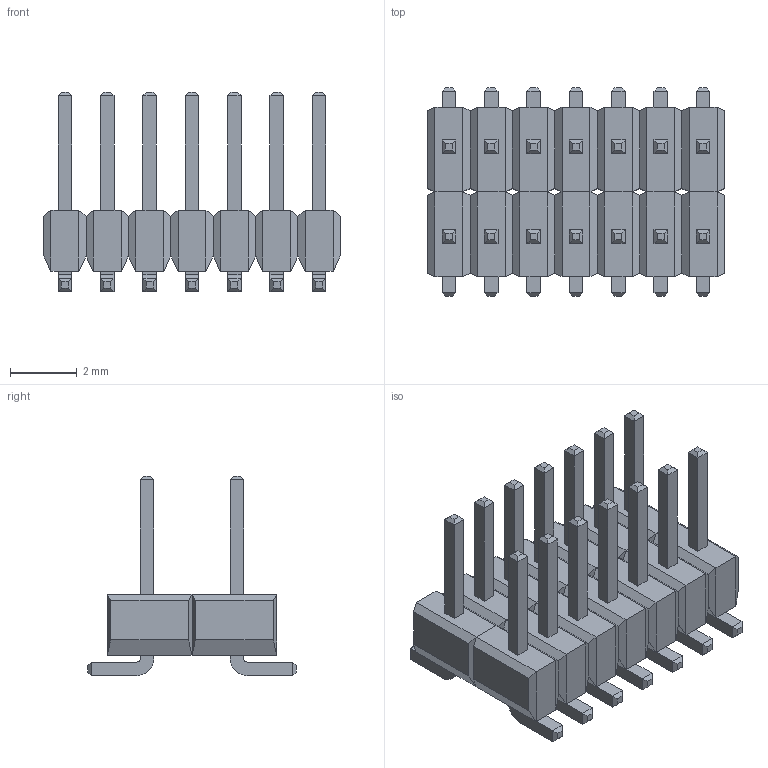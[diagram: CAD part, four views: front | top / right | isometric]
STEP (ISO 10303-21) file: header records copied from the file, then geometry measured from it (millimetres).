
FILE_DESCRIPTION(('STEP AP214'),'1');
FILE_NAME('CON14_2X7_DUK_FTSH_SAI','2025-09-05T09:28:03',(''),(''),'','','');
FILE_SCHEMA(('AUTOMOTIVE_DESIGN'));
Length unit declared in the file: millimetre
Products named in the file (1): product
Bounding box: 8.89 x 6.25 x 5.97 mm (x, y, z)
Volume: 89.5 mm3; surface area: 320.6 mm2
Topology: 30 solids, 30 shells, 508 faces, 1072 edges, 624 vertices
Faces by surface type: plane 480, cylinder 28
Entity records: 12570 total; most frequent: DIRECTION 2146, ORIENTED_EDGE 2144, CARTESIAN_POINT 1161, EDGE_CURVE 1072, LINE 1016, VECTOR 1016, VERTEX_POINT 624, AXIS2_PLACEMENT_3D 565
